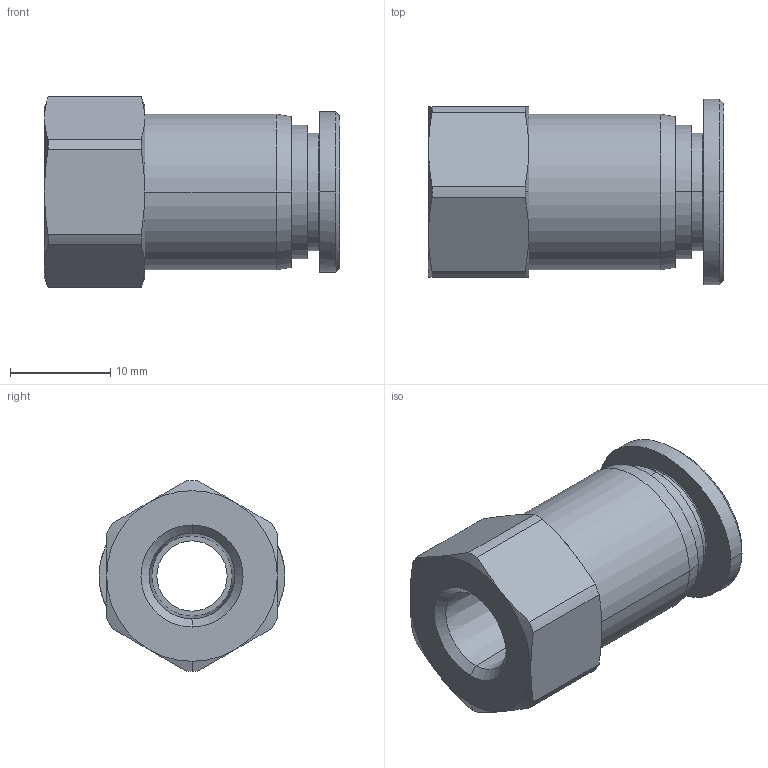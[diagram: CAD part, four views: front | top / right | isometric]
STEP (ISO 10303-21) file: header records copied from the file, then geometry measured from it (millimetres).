
FILE_DESCRIPTION (( 'STEP AP214' ), '1' );
FILE_NAME ('PCF10-G01.stp', '2015-09-24T08:05:12', ( '' ), ( '' ), 'SwSTEP 2.0', 'SolidWorks 2015', '' );
FILE_SCHEMA (( 'AUTOMOTIVE_DESIGN' ));
Length unit declared in the file: millimetre
Products named in the file (2): PCF10-G01; ｦ+ﾃｦ1
Assembly tree (1 placements, depth 2):
  PCF10-G01
    ｦ+ﾃｦ1
Bounding box: 29.4 x 18.5 x 19 mm (x, y, z)
Volume: 3922.6 mm3; surface area: 3003.2 mm2
Topology: 1 solids, 1 shells, 442 faces, 1248 edges, 825 vertices
Faces by surface type: plane 390, cone 24, cylinder 19, bspline 9
Entity records: 15257 total; most frequent: CARTESIAN_POINT 3323, ORIENTED_EDGE 2496, DIRECTION 2143, EDGE_CURVE 1248, VECTOR 1139, LINE 1139, VERTEX_POINT 825, AXIS2_PLACEMENT_3D 502
